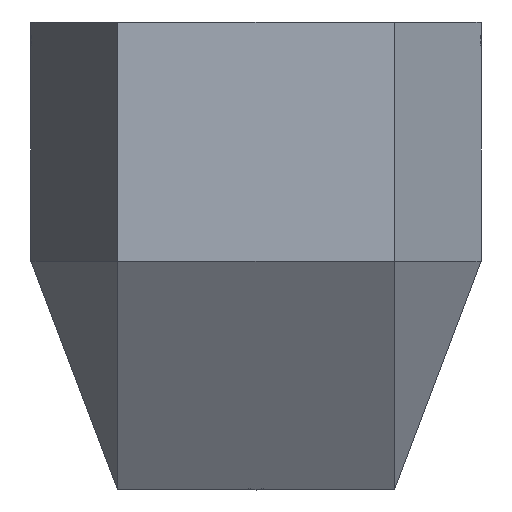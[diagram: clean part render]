
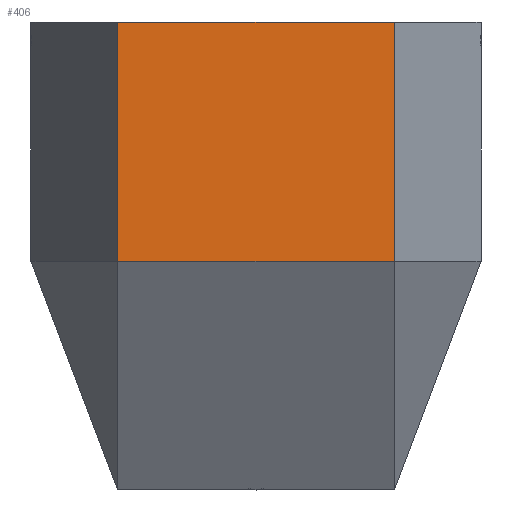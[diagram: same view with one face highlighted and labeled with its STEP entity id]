
A CAD part, top view. The second image highlights one B-rep face of the part: STEP entity #406.
In plain terms, the highlighted planar face has unit normal (0, 0, 1).
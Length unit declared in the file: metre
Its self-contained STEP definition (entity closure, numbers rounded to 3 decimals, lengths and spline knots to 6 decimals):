
#94=ORIENTED_EDGE('',*,*,#190,.F.);
#95=ORIENTED_EDGE('',*,*,#185,.F.);
#96=ORIENTED_EDGE('',*,*,#191,.T.);
#97=ORIENTED_EDGE('',*,*,#188,.T.);
#185=EDGE_CURVE('',#227,#226,#266,.T.);
#188=EDGE_CURVE('',#229,#228,#269,.T.);
#190=EDGE_CURVE('',#226,#228,#271,.T.);
#191=EDGE_CURVE('',#227,#229,#272,.T.);
#226=VERTEX_POINT('',#677);
#227=VERTEX_POINT('',#679);
#228=VERTEX_POINT('',#684);
#229=VERTEX_POINT('',#686);
#266=LINE('',#680,#308);
#269=LINE('',#685,#311);
#271=LINE('',#689,#313);
#272=LINE('',#690,#314);
#308=VECTOR('',#549,1.);
#311=VECTOR('',#554,1.);
#313=VECTOR('',#558,1.);
#314=VECTOR('',#559,1.);
#328=EDGE_LOOP('',(#94,#95,#96,#97));
#356=FACE_BOUND('',#328,.T.);
#384=PLANE('',#455);
#406=ADVANCED_FACE('',(#356),#384,.T.);
#455=AXIS2_PLACEMENT_3D('',#688,#556,#557);
#549=DIRECTION('',(-1.,0.,0.));
#554=DIRECTION('',(-1.,0.,0.));
#556=DIRECTION('',(0.,0.,1.));
#557=DIRECTION('',(1.,0.,0.));
#558=DIRECTION('',(0.,1.,0.));
#559=DIRECTION('',(0.,1.,0.));
#677=CARTESIAN_POINT('',(-0.02,-0.000788,0.05308));
#679=CARTESIAN_POINT('',(0.02,-0.000788,0.05308));
#680=CARTESIAN_POINT('',(0.02,-0.000788,0.05308));
#684=CARTESIAN_POINT('',(-0.02,0.03375,0.05308));
#685=CARTESIAN_POINT('',(0.02,0.03375,0.05308));
#686=CARTESIAN_POINT('',(0.02,0.03375,0.05308));
#688=CARTESIAN_POINT('',(0.02,0.016481,0.05308));
#689=CARTESIAN_POINT('',(-0.02,0.016481,0.05308));
#690=CARTESIAN_POINT('',(0.02,0.016481,0.05308));
